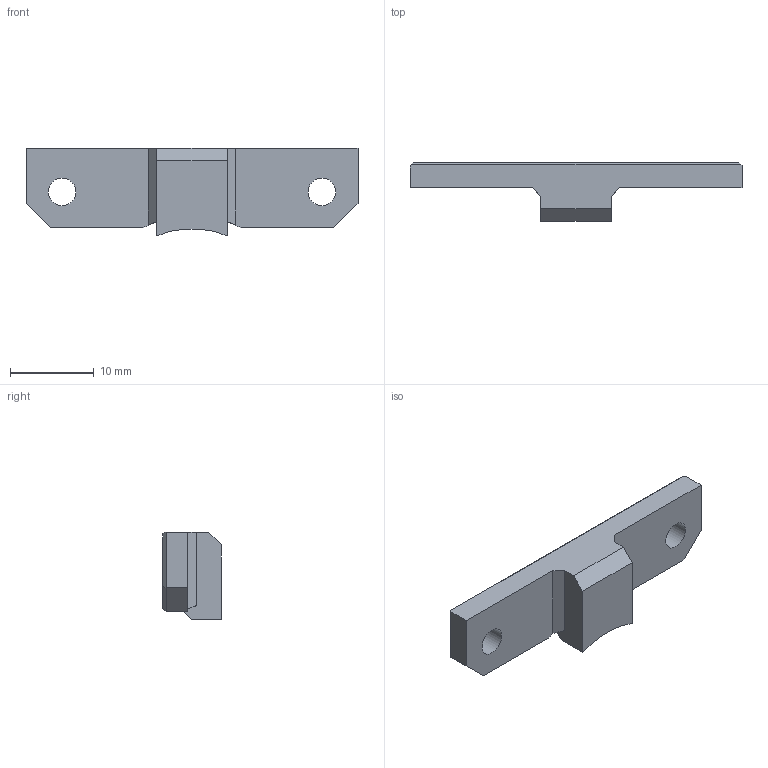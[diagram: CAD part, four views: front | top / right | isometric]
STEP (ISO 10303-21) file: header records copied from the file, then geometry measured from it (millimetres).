
FILE_DESCRIPTION(/* description */ (''),/* implementation_level */ '2;1');
FILE_NAME(/* name */ 'z_motor_mount_front.step',/* time_stamp */ '2017-12-29T20:56:33+01:00',/* author */ (''),/* organization */ (''),/* preprocessor_version */ 'ST-DEVELOPER v16.13',/* originating_system */ 'Autodesk Translation Framework v6.5.0.72',/* authorisation */ '');
FILE_SCHEMA (('AUTOMOTIVE_DESIGN { 1 0 10303 214 3 1 1 }'));
Length unit declared in the file: millimetre
Products named in the file (1): z_motor_mount_front
Bounding box: 39.6 x 7 x 10.43 mm (x, y, z)
Volume: 1360.3 mm3; surface area: 1166.2 mm2
Topology: 1 solids, 1 shells, 37 faces, 93 edges, 58 vertices
Faces by surface type: plane 25, cone 6, cylinder 6
Full cylindrical faces by diameter (mm): 3.3 x2
Entity records: 1142 total; most frequent: CARTESIAN_POINT 211, ORIENTED_EDGE 186, DIRECTION 180, EDGE_CURVE 93, LINE 66, VECTOR 66, VERTEX_POINT 58, AXIS2_PLACEMENT_3D 57
